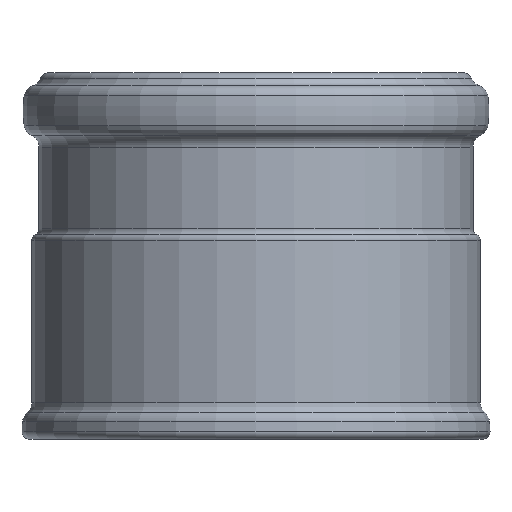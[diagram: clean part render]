
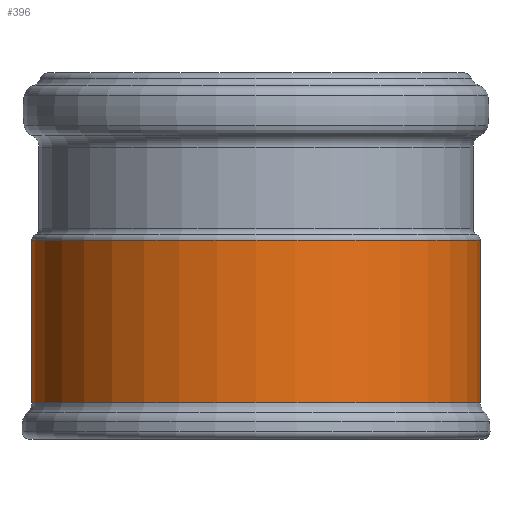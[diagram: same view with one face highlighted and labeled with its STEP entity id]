
A CAD part, front view. The second image highlights one B-rep face of the part: STEP entity #396.
In plain terms, the highlighted cylindrical face has radius 88.05 mm (diameter 176.1 mm), a full revolution.
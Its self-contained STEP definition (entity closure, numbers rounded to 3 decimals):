
#21=CYLINDRICAL_SURFACE('',#438,88.05);
#30=FACE_BOUND('',#108,.T.);
#68=FACE_OUTER_BOUND('',#107,.T.);
#107=EDGE_LOOP('',(#297));
#108=EDGE_LOOP('',(#298));
#182=CIRCLE('',#437,88.05);
#183=CIRCLE('',#439,88.05);
#220=VERTEX_POINT('',#669);
#221=VERTEX_POINT('',#672);
#258=EDGE_CURVE('',#220,#220,#182,.T.);
#259=EDGE_CURVE('',#221,#221,#183,.T.);
#297=ORIENTED_EDGE('',*,*,#259,.F.);
#298=ORIENTED_EDGE('',*,*,#258,.F.);
#396=ADVANCED_FACE('',(#68,#30),#21,.T.);
#437=AXIS2_PLACEMENT_3D('',#670,#517,#518);
#438=AXIS2_PLACEMENT_3D('',#671,#519,#520);
#439=AXIS2_PLACEMENT_3D('',#673,#521,#522);
#517=DIRECTION('center_axis',(0.,0.,1.));
#518=DIRECTION('ref_axis',(-1.,0.,0.));
#519=DIRECTION('center_axis',(0.,0.,-1.));
#520=DIRECTION('ref_axis',(-1.,0.,0.));
#521=DIRECTION('center_axis',(0.,0.,-1.));
#522=DIRECTION('ref_axis',(1.,0.,0.));
#669=CARTESIAN_POINT('',(96.117,0.,79.035));
#670=CARTESIAN_POINT('Origin',(8.067,0.,79.035));
#671=CARTESIAN_POINT('Origin',(8.067,0.,48.161));
#672=CARTESIAN_POINT('',(-79.983,0.,15.272));
#673=CARTESIAN_POINT('Origin',(8.067,0.,15.272));
